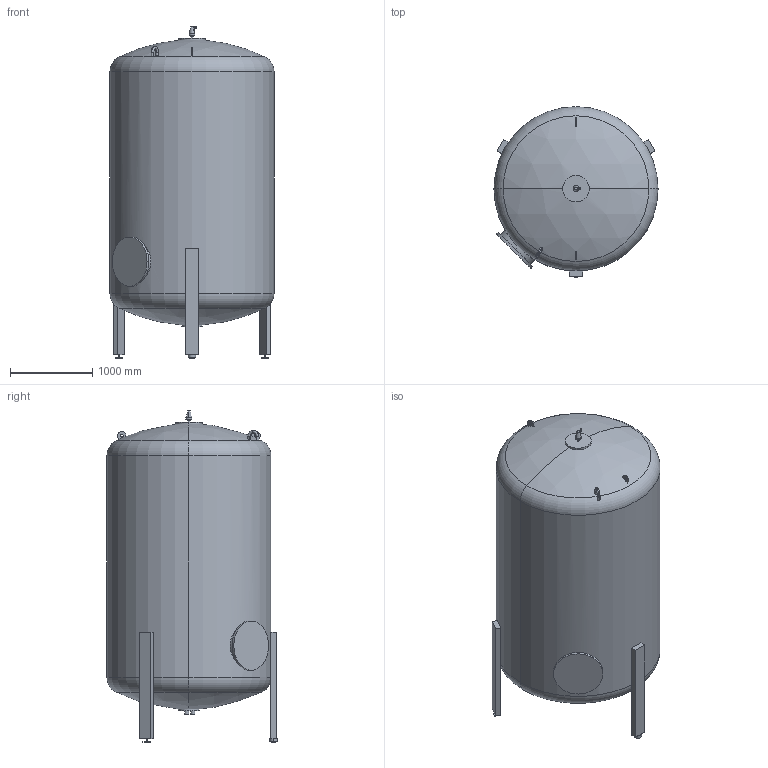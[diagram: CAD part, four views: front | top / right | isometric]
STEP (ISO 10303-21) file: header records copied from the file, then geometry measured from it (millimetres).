
FILE_DESCRIPTION (( 'STEP AP214' ), '1' );
FILE_NAME ('MV_10000_3.STEP', '2024-04-08T13:11:10', ( '' ), ( '' ), 'SwSTEP 2.0', 'SolidWorks 2021', '' );
FILE_SCHEMA (( 'AUTOMOTIVE_DESIGN' ));
Length unit declared in the file: millimetre
Products named in the file (3): 17725_flmacomat_fg_10000_pn3.dwg; MV_10000_3; MV_10000_3.dwg
Assembly tree (2 placements, depth 3):
  MV_10000_3
    MV_10000_3.dwg
      17725_flmacomat_fg_10000_pn3.dwg
Bounding box: 2000 x 2075 x 4048.75 mm (x, y, z)
Volume: 10145376614.1 mm3; surface area: 27230380.4 mm2
Topology: 9 solids, 9 shells, 168 faces, 353 edges, 221 vertices
Faces by surface type: plane 77, cylinder 57, torus 20, sphere 8, cone 6
Entity records: 5652 total; most frequent: CARTESIAN_POINT 1762, DIRECTION 860, ORIENTED_EDGE 702, EDGE_CURVE 351, AXIS2_PLACEMENT_3D 349, VERTEX_POINT 221, EDGE_LOOP 192, CIRCLE 175
